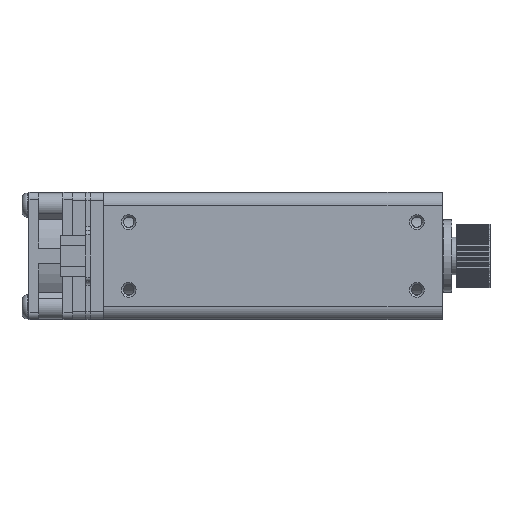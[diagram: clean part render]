
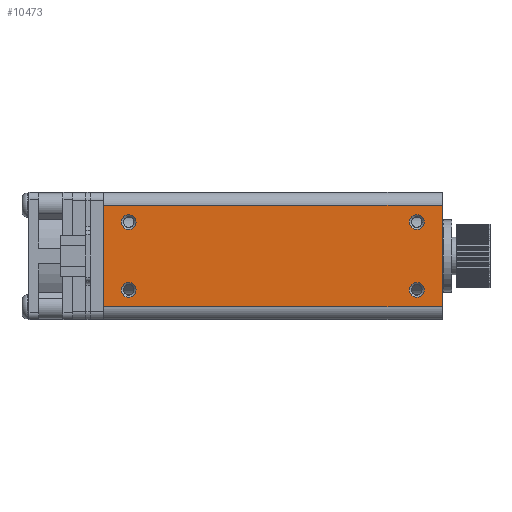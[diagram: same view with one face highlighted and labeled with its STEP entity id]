
A CAD part, left-side view. The second image highlights one B-rep face of the part: STEP entity #10473.
In plain terms, the highlighted planar face has unit normal (-1, 0, 0).
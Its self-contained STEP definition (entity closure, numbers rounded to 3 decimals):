
#152=FACE_BOUND('',#1075,.T.);
#153=FACE_BOUND('',#1076,.T.);
#154=FACE_BOUND('',#1077,.T.);
#155=FACE_BOUND('',#1078,.T.);
#233=PLANE('',#11162);
#514=FACE_OUTER_BOUND('',#1074,.T.);
#1074=EDGE_LOOP('',(#6995,#6996,#6997,#6998));
#1075=EDGE_LOOP('',(#6999));
#1076=EDGE_LOOP('',(#7000));
#1077=EDGE_LOOP('',(#7001));
#1078=EDGE_LOOP('',(#7002));
#1712=LINE('',#15651,#2719);
#1713=LINE('',#15653,#2720);
#1714=LINE('',#15655,#2721);
#1715=LINE('',#15656,#2722);
#2719=VECTOR('',#12334,10.);
#2720=VECTOR('',#12335,10.);
#2721=VECTOR('',#12336,10.);
#2722=VECTOR('',#12337,10.);
#3728=CIRCLE('',#11160,1.75);
#3730=CIRCLE('',#11163,1.75);
#3731=CIRCLE('',#11164,1.75);
#3732=CIRCLE('',#11165,1.75);
#4306=VERTEX_POINT('',#15643);
#4308=VERTEX_POINT('',#15649);
#4309=VERTEX_POINT('',#15650);
#4310=VERTEX_POINT('',#15652);
#4311=VERTEX_POINT('',#15654);
#4312=VERTEX_POINT('',#15657);
#4313=VERTEX_POINT('',#15659);
#4314=VERTEX_POINT('',#15661);
#5381=EDGE_CURVE('',#4306,#4306,#3728,.T.);
#5384=EDGE_CURVE('',#4308,#4309,#1712,.T.);
#5385=EDGE_CURVE('',#4309,#4310,#1713,.T.);
#5386=EDGE_CURVE('',#4311,#4310,#1714,.T.);
#5387=EDGE_CURVE('',#4308,#4311,#1715,.T.);
#5388=EDGE_CURVE('',#4312,#4312,#3730,.T.);
#5389=EDGE_CURVE('',#4313,#4313,#3731,.T.);
#5390=EDGE_CURVE('',#4314,#4314,#3732,.T.);
#6995=ORIENTED_EDGE('',*,*,#5384,.T.);
#6996=ORIENTED_EDGE('',*,*,#5385,.T.);
#6997=ORIENTED_EDGE('',*,*,#5386,.F.);
#6998=ORIENTED_EDGE('',*,*,#5387,.F.);
#6999=ORIENTED_EDGE('',*,*,#5388,.F.);
#7000=ORIENTED_EDGE('',*,*,#5389,.F.);
#7001=ORIENTED_EDGE('',*,*,#5390,.F.);
#7002=ORIENTED_EDGE('',*,*,#5381,.F.);
#10473=ADVANCED_FACE('',(#514,#152,#153,#154,#155),#233,.T.);
#11160=AXIS2_PLACEMENT_3D('',#15644,#12327,#12328);
#11162=AXIS2_PLACEMENT_3D('',#15648,#12332,#12333);
#11163=AXIS2_PLACEMENT_3D('',#15658,#12338,#12339);
#11164=AXIS2_PLACEMENT_3D('',#15660,#12340,#12341);
#11165=AXIS2_PLACEMENT_3D('',#15662,#12342,#12343);
#12327=DIRECTION('center_axis',(-1.,0.,0.));
#12328=DIRECTION('ref_axis',(0.,0.,-1.));
#12332=DIRECTION('center_axis',(-1.,0.,0.));
#12333=DIRECTION('ref_axis',(0.,0.,-1.));
#12334=DIRECTION('',(0.,0.,-1.));
#12335=DIRECTION('',(0.,-1.,0.));
#12336=DIRECTION('',(0.,0.,-1.));
#12337=DIRECTION('',(0.,-1.,0.));
#12338=DIRECTION('center_axis',(-1.,0.,0.));
#12339=DIRECTION('ref_axis',(0.,0.,-1.));
#12340=DIRECTION('center_axis',(-1.,0.,0.));
#12341=DIRECTION('ref_axis',(0.,0.,-1.));
#12342=DIRECTION('center_axis',(-1.,0.,0.));
#12343=DIRECTION('ref_axis',(0.,0.,-1.));
#15643=CARTESIAN_POINT('',(-15.,-74.,9.75));
#15644=CARTESIAN_POINT('Origin',(-15.,-74.,8.));
#15648=CARTESIAN_POINT('Origin',(-15.,0.,12.));
#15649=CARTESIAN_POINT('',(-15.,0.,12.));
#15650=CARTESIAN_POINT('',(-15.,0.,-12.));
#15651=CARTESIAN_POINT('',(-15.,0.,12.));
#15652=CARTESIAN_POINT('',(-15.,-80.,-12.));
#15653=CARTESIAN_POINT('',(-15.,0.,-12.));
#15654=CARTESIAN_POINT('',(-15.,-80.,12.));
#15655=CARTESIAN_POINT('',(-15.,-80.,12.));
#15656=CARTESIAN_POINT('',(-15.,0.,12.));
#15657=CARTESIAN_POINT('',(-15.,-74.,-6.25));
#15658=CARTESIAN_POINT('Origin',(-15.,-74.,-8.));
#15659=CARTESIAN_POINT('',(-15.,-6.,-6.25));
#15660=CARTESIAN_POINT('Origin',(-15.,-6.,-8.));
#15661=CARTESIAN_POINT('',(-15.,-6.,9.75));
#15662=CARTESIAN_POINT('Origin',(-15.,-6.,8.));
